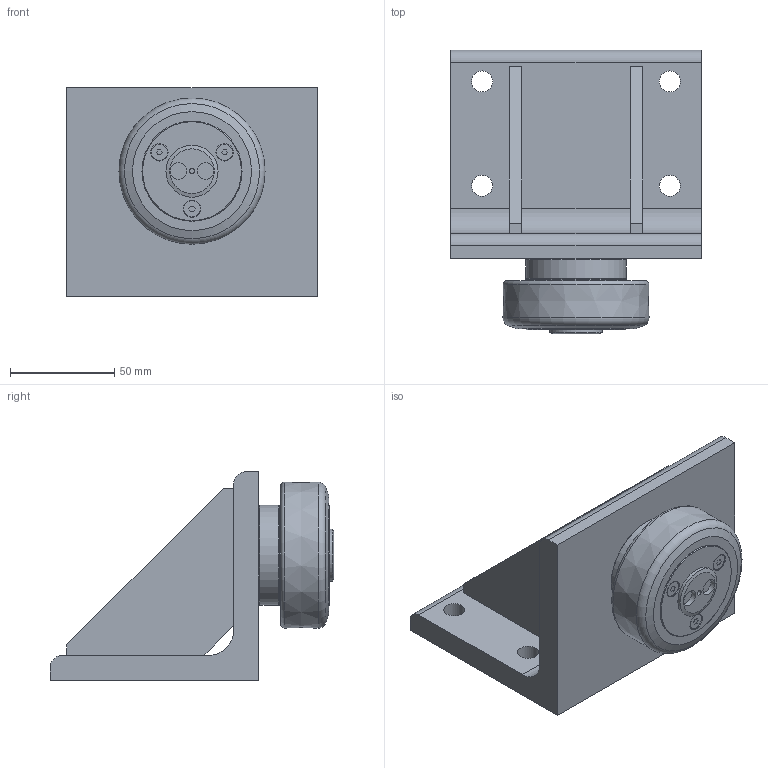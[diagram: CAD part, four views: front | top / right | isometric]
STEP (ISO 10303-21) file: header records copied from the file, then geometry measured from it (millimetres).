
FILE_DESCRIPTION(/* description */ ('-','CAx-IF Rec.Pracs.---Representation and Presentation of Product Manufacturing Information (PMI)---4.0---2014-10-13'),/* implementation_level */ '2;1');
FILE_NAME(/* name */ '29cd9b3a-a664-4cbb-8441-000883169a17.stp',/* time_stamp */ '2020-04-01T16:29:24+02:00',/* author */ ('-'),/* organization */ ('NTI CADcenter A/S'),/* preprocessor_version */ 'ST-DEVELOPER v18',/* originating_system */ 'Autodesk Inventor 2020',/* authorisation */ '-');
FILE_SCHEMA (('AP242_MANAGED_MODEL_BASED_3D_ENGINEERING_MIM_LF { 1 0 10303 442 1 1 4 }'));
Length unit declared in the file: millimetre
Products named in the file (1): TR 070.0368 BW1200_Kontur
Bounding box: 120 x 136 x 100 mm (x, y, z)
Volume: 412970.3 mm3; surface area: 77327.8 mm2
Topology: 1 solids, 1 shells, 91 faces, 225 edges, 156 vertices
Faces by surface type: plane 58, cylinder 23, cone 7, torus 2, bspline 1
Full cylindrical faces by diameter (mm): 2.5 x1, 3 x1, 4.917 x2, 7.8 x3, 8 x2, 8.3 x3, 10.106 x4, 25 x1, 48 x3
Entity records: 2837 total; most frequent: CARTESIAN_POINT 499, DIRECTION 494, ORIENTED_EDGE 450, EDGE_CURVE 225, AXIS2_PLACEMENT_3D 178, VERTEX_POINT 156, LINE 138, VECTOR 138
